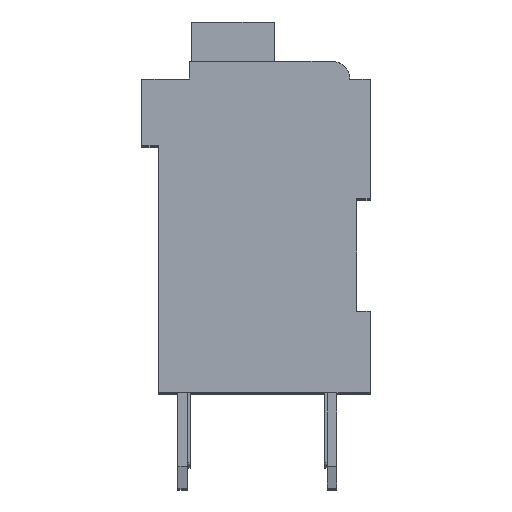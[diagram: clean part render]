
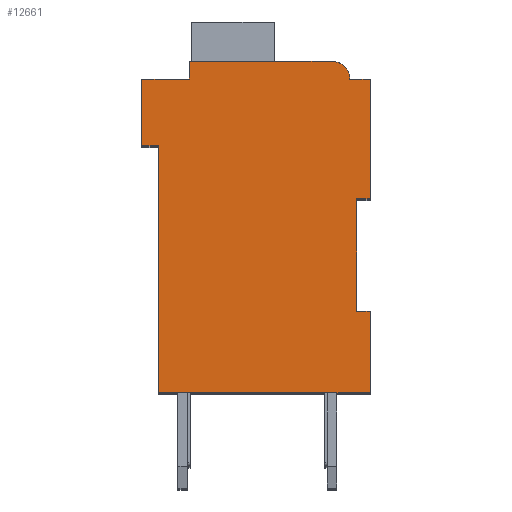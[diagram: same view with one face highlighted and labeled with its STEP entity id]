
A CAD part, top view. The second image highlights one B-rep face of the part: STEP entity #12661.
In plain terms, the highlighted planar face has unit normal (0, 0, 1).
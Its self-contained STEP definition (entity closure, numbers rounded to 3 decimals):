
#3154=DIRECTION('',(1.,0.,0.));
#3155=VECTOR('',#3154,0.5);
#3156=CARTESIAN_POINT('',(7.3,7.15,2.1));
#3157=LINE('',#3156,#3155);
#3158=DIRECTION('',(0.,1.,0.));
#3159=VECTOR('',#3158,4.15);
#3160=CARTESIAN_POINT('',(7.3,3.,2.1));
#3161=LINE('',#3160,#3159);
#3162=DIRECTION('',(-1.,0.,0.));
#3163=VECTOR('',#3162,0.5);
#3164=CARTESIAN_POINT('',(7.8,3.,2.1));
#3165=LINE('',#3164,#3163);
#3166=DIRECTION('',(0.,1.,0.));
#3167=VECTOR('',#3166,3.);
#3168=CARTESIAN_POINT('',(7.8,0.,2.1));
#3169=LINE('',#3168,#3167);
#3170=DIRECTION('',(1.,0.,0.));
#3171=VECTOR('',#3170,7.8);
#3172=CARTESIAN_POINT('',(0.,0.,2.1));
#3173=LINE('',#3172,#3171);
#3174=DIRECTION('',(0.,-1.,0.));
#3175=VECTOR('',#3174,9.1);
#3176=CARTESIAN_POINT('',(0.,9.1,2.1));
#3177=LINE('',#3176,#3175);
#3178=DIRECTION('',(1.,0.,0.));
#3179=VECTOR('',#3178,0.6);
#3180=CARTESIAN_POINT('',(-0.6,9.1,2.1));
#3181=LINE('',#3180,#3179);
#3182=DIRECTION('',(0.,-1.,0.));
#3183=VECTOR('',#3182,2.45);
#3184=CARTESIAN_POINT('',(-0.6,11.55,2.1));
#3185=LINE('',#3184,#3183);
#3186=DIRECTION('',(-1.,0.,0.));
#3187=VECTOR('',#3186,1.75);
#3188=CARTESIAN_POINT('',(1.15,11.55,2.1));
#3189=LINE('',#3188,#3187);
#3190=DIRECTION('',(0.,-1.,0.));
#3191=VECTOR('',#3190,0.65);
#3192=CARTESIAN_POINT('',(1.15,12.2,2.1));
#3193=LINE('',#3192,#3191);
#3194=DIRECTION('',(-1.,0.,0.));
#3195=VECTOR('',#3194,5.25);
#3196=CARTESIAN_POINT('',(6.4,12.2,2.1));
#3197=LINE('',#3196,#3195);
#3198=CARTESIAN_POINT('',(6.4,11.55,2.1));
#3199=DIRECTION('',(0.,0.,1.));
#3200=DIRECTION('',(1.,0.,0.));
#3201=AXIS2_PLACEMENT_3D('',#3198,#3199,#3200);
#3203=DIRECTION('',(-1.,0.,0.));
#3204=VECTOR('',#3203,0.75);
#3205=CARTESIAN_POINT('',(7.8,11.55,2.1));
#3206=LINE('',#3205,#3204);
#3207=DIRECTION('',(0.,1.,0.));
#3208=VECTOR('',#3207,4.4);
#3209=CARTESIAN_POINT('',(7.8,7.15,2.1));
#3210=LINE('',#3209,#3208);
#7141=CARTESIAN_POINT('',(7.3,7.15,2.1));
#7142=CARTESIAN_POINT('',(7.8,7.15,2.1));
#7143=VERTEX_POINT('',#7141);
#7144=VERTEX_POINT('',#7142);
#7145=CARTESIAN_POINT('',(7.8,11.55,2.1));
#7146=VERTEX_POINT('',#7145);
#7147=CARTESIAN_POINT('',(7.05,11.55,2.1));
#7148=VERTEX_POINT('',#7147);
#7149=CARTESIAN_POINT('',(6.4,12.2,2.1));
#7150=VERTEX_POINT('',#7149);
#7151=CARTESIAN_POINT('',(1.15,12.2,2.1));
#7152=VERTEX_POINT('',#7151);
#7153=CARTESIAN_POINT('',(1.15,11.55,2.1));
#7154=VERTEX_POINT('',#7153);
#7155=CARTESIAN_POINT('',(-0.6,11.55,2.1));
#7156=VERTEX_POINT('',#7155);
#7157=CARTESIAN_POINT('',(-0.6,9.1,2.1));
#7158=VERTEX_POINT('',#7157);
#7159=CARTESIAN_POINT('',(0.,9.1,2.1));
#7160=VERTEX_POINT('',#7159);
#7161=CARTESIAN_POINT('',(0.,0.,2.1));
#7162=VERTEX_POINT('',#7161);
#7163=CARTESIAN_POINT('',(7.8,0.,2.1));
#7164=VERTEX_POINT('',#7163);
#7165=CARTESIAN_POINT('',(7.8,3.,2.1));
#7166=VERTEX_POINT('',#7165);
#7167=CARTESIAN_POINT('',(7.3,3.,2.1));
#7168=VERTEX_POINT('',#7167);
#12640=CARTESIAN_POINT('',(0.,0.,2.1));
#12641=DIRECTION('',(0.,0.,1.));
#12642=DIRECTION('',(1.,0.,0.));
#12643=AXIS2_PLACEMENT_3D('',#12640,#12641,#12642);
#12644=PLANE('',#12643);
#12645=ORIENTED_EDGE('',*,*,#9402,.F.);
#12646=ORIENTED_EDGE('',*,*,#9790,.F.);
#12647=ORIENTED_EDGE('',*,*,#10072,.F.);
#12648=ORIENTED_EDGE('',*,*,#10247,.F.);
#12649=ORIENTED_EDGE('',*,*,#10458,.F.);
#12650=ORIENTED_EDGE('',*,*,#10756,.F.);
#12651=ORIENTED_EDGE('',*,*,#10864,.F.);
#12652=ORIENTED_EDGE('',*,*,#11075,.F.);
#12653=ORIENTED_EDGE('',*,*,#11333,.F.);
#12654=ORIENTED_EDGE('',*,*,#11720,.F.);
#12655=ORIENTED_EDGE('',*,*,#12016,.F.);
#12656=ORIENTED_EDGE('',*,*,#11384,.F.);
#12657=ORIENTED_EDGE('',*,*,#11601,.F.);
#12658=ORIENTED_EDGE('',*,*,#9685,.F.);
#12659=EDGE_LOOP('',(#12645,#12646,#12647,#12648,#12649,#12650,#12651,#12652,
#12653,#12654,#12655,#12656,#12657,#12658));
#12660=FACE_OUTER_BOUND('',#12659,.F.);
#3202=CIRCLE('',#3201,0.65);
#9402=EDGE_CURVE('',#7143,#7144,#3157,.T.);
#9685=EDGE_CURVE('',#7144,#7146,#3210,.T.);
#9790=EDGE_CURVE('',#7168,#7143,#3161,.T.);
#10072=EDGE_CURVE('',#7166,#7168,#3165,.T.);
#10247=EDGE_CURVE('',#7164,#7166,#3169,.T.);
#10458=EDGE_CURVE('',#7162,#7164,#3173,.T.);
#10756=EDGE_CURVE('',#7160,#7162,#3177,.T.);
#10864=EDGE_CURVE('',#7158,#7160,#3181,.T.);
#11075=EDGE_CURVE('',#7156,#7158,#3185,.T.);
#11333=EDGE_CURVE('',#7154,#7156,#3189,.T.);
#11384=EDGE_CURVE('',#7148,#7150,#3202,.T.);
#11601=EDGE_CURVE('',#7146,#7148,#3206,.T.);
#11720=EDGE_CURVE('',#7152,#7154,#3193,.T.);
#12016=EDGE_CURVE('',#7150,#7152,#3197,.T.);
#12661=ADVANCED_FACE('',(#12660),#12644,.T.);
